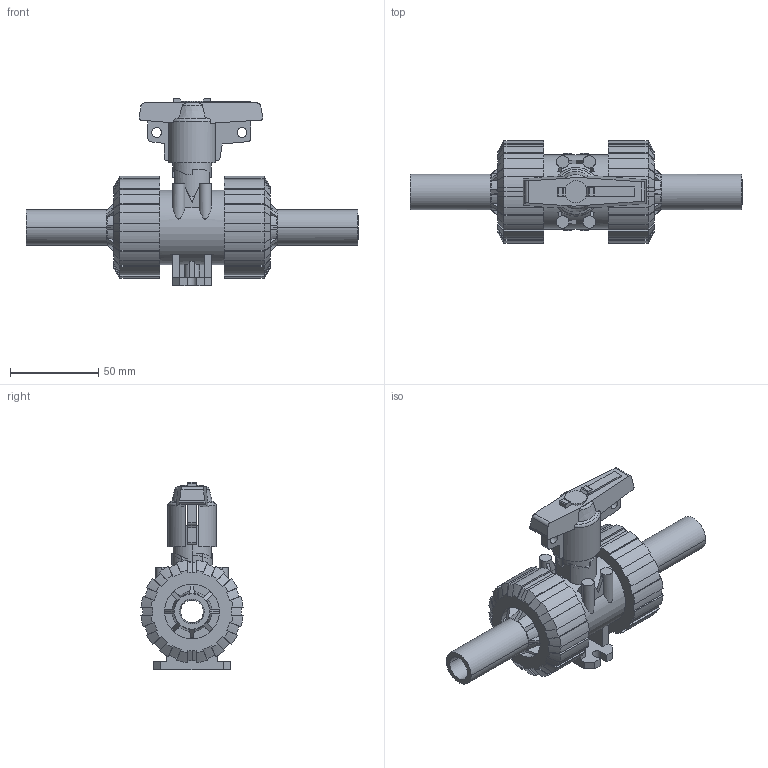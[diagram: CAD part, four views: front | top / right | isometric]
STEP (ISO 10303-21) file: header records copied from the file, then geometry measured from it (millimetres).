
FILE_DESCRIPTION(('STEP AP214'),'1');
FILE_NAME('cctmp_060DDB87-CE23-4C3D-8960-6AF2A2D01B63_2021_10_20_13_10_58_0694..stp','2021-10-20T11:10:59',('Praher Valves GmbH'),('CADClick - www.CADClick.com'),'Spatial InterOp 3D',' ','unknown authorization');
FILE_SCHEMA(('AUTOMOTIVE_DESIGN'));
Length unit declared in the file: millimetre
Products named in the file (7): cc_unnamed; 210457_5; 210457_4; 210457_3; 210457_2; 210457_1; 210457
Assembly tree (6 placements, depth 2):
  cc_unnamed
    210457_5
    210457_4
    210457_3
    210457_2
    210457_1
    210457
Bounding box: 188 x 57.78 x 106.17 mm (x, y, z)
Volume: 217498.9 mm3; surface area: 72571.7 mm2
Topology: 6 solids, 6 shells, 505 faces, 1452 edges, 964 vertices
Faces by surface type: plane 243, cylinder 118, cone 80, bspline 56, torus 8
Entity records: 23455 total; most frequent: CARTESIAN_POINT 6653, ORIENTED_EDGE 2904, DIRECTION 2360, EDGE_CURVE 1452, VERTEX_POINT 964, AXIS2_PLACEMENT_3D 840, LINE 680, VECTOR 680
